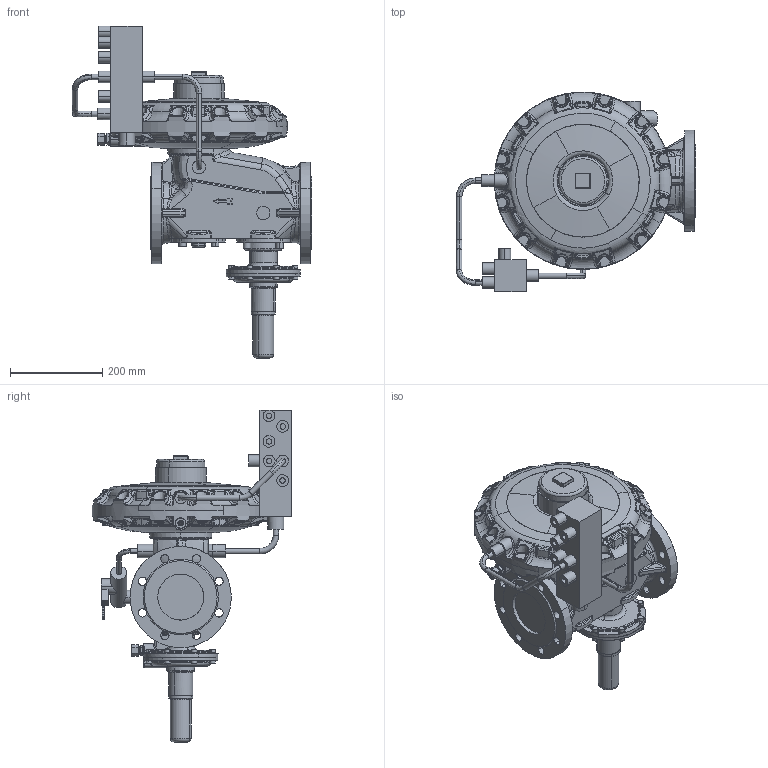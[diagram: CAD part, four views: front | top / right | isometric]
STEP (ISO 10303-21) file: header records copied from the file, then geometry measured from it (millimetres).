
FILE_DESCRIPTION(('CATIA V5 STEP Exchange'),'2;1');
FILE_NAME('RSP 254-100-390-R70-020.stp','2018-04-10T07:35:51+00:00',('none'),('none'),'CATIA Version 5 Release 19 SP 2 (IN-10)','CATIA V5 STEP AP214','none');
FILE_SCHEMA(('AUTOMOTIVE_DESIGN { 1 0 10303 214 1 1 1 1 }'));
Products named in the file (1): RSP 254-100-390-R70-020
Bounding box: 519.8 x 433.53 x 721.55 mm (x, y, z)
Volume: 11311540.7 mm3; surface area: 1003520.7 mm2
Topology: 1 solids, 11 shells, 2986 faces, 7447 edges, 4325 vertices
Faces by surface type: bspline 999, cylinder 755, torus 527, plane 422, cone 179, sphere 97, extrusion 4, revolution 3
Entity records: 166008 total; most frequent: CARTESIAN_POINT 108965, ORIENTED_EDGE 14446, EDGE_CURVE 7226, DIRECTION 6769, VERTEX_POINT 4325, AXIS2_PLACEMENT_3D 3896, B_SPLINE_CURVE_WITH_KNOTS 3681, EDGE_LOOP 3088
